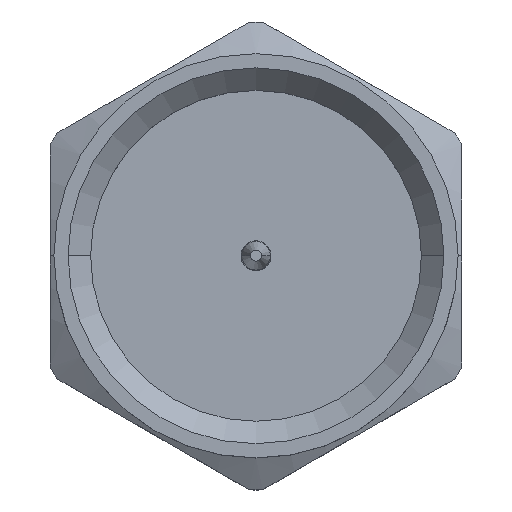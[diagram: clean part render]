
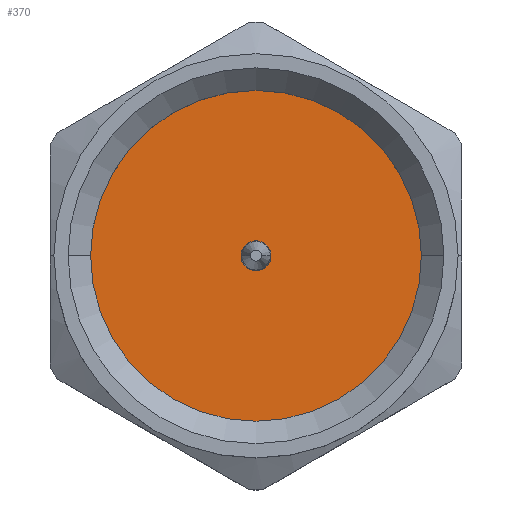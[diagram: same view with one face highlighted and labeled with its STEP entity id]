
A CAD part, top view. The second image highlights one B-rep face of the part: STEP entity #370.
In plain terms, the highlighted planar face has unit normal (0, 0, 1).
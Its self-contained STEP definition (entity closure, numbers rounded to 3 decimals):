
#5 = AXIS2_PLACEMENT_3D ( 'NONE', #2477, #1116, #2692 ) ;
#35 = EDGE_LOOP ( 'NONE', ( #2438, #2294 ) ) ;
#59 = AXIS2_PLACEMENT_3D ( 'NONE', #168, #1391, #1542 ) ;
#71 = VERTEX_POINT ( 'NONE', #2554 ) ;
#99 = CARTESIAN_POINT ( 'NONE',  ( -0.4, 0., 3.5 ) ) ;
#168 = CARTESIAN_POINT ( 'NONE',  ( 0., 0., 3.5 ) ) ;
#232 = AXIS2_PLACEMENT_3D ( 'NONE', #1806, #1076, #2877 ) ;
#265 = CARTESIAN_POINT ( 'NONE',  ( 4.42, 0., 3.5 ) ) ;
#268 = VERTEX_POINT ( 'NONE', #265 ) ;
#296 = AXIS2_PLACEMENT_3D ( 'NONE', #1508, #505, #2965 ) ;
#351 = CIRCLE ( 'NONE', #296, 0.4 ) ;
#370 = ADVANCED_FACE ( 'NONE', ( #2678, #1073 ), #1892, .F. ) ;
#505 = DIRECTION ( 'NONE',  ( 0., 0., 1. ) ) ;
#596 = EDGE_LOOP ( 'NONE', ( #1209, #1259 ) ) ;
#840 = EDGE_CURVE ( 'NONE', #2108, #2531, #351, .T. ) ;
#965 = CIRCLE ( 'NONE', #232, 4.42 ) ;
#1020 = CIRCLE ( 'NONE', #59, 4.42 ) ;
#1073 = FACE_OUTER_BOUND ( 'NONE', #596, .T. ) ;
#1076 = DIRECTION ( 'NONE',  ( 0., 0., 1. ) ) ;
#1116 = DIRECTION ( 'NONE',  ( 0., 0., 1. ) ) ;
#1136 = CIRCLE ( 'NONE', #5, 0.4 ) ;
#1209 = ORIENTED_EDGE ( 'NONE', *, *, #2144, .T. ) ;
#1259 = ORIENTED_EDGE ( 'NONE', *, *, #2127, .T. ) ;
#1324 = DIRECTION ( 'NONE',  ( 0., 0., -1. ) ) ;
#1391 = DIRECTION ( 'NONE',  ( 0., 0., 1. ) ) ;
#1508 = CARTESIAN_POINT ( 'NONE',  ( 0., 0., 3.5 ) ) ;
#1523 = CARTESIAN_POINT ( 'NONE',  ( 0.4, 0., 3.5 ) ) ;
#1542 = DIRECTION ( 'NONE',  ( -1., 0., 0. ) ) ;
#1806 = CARTESIAN_POINT ( 'NONE',  ( 0., 0., 3.5 ) ) ;
#1892 = PLANE ( 'NONE',  #2593 ) ;
#2005 = CARTESIAN_POINT ( 'NONE',  ( 0., 0., 3.5 ) ) ;
#2108 = VERTEX_POINT ( 'NONE', #99 ) ;
#2127 = EDGE_CURVE ( 'NONE', #268, #71, #1020, .T. ) ;
#2144 = EDGE_CURVE ( 'NONE', #71, #268, #965, .T. ) ;
#2222 = DIRECTION ( 'NONE',  ( -1., 0., 0. ) ) ;
#2294 = ORIENTED_EDGE ( 'NONE', *, *, #840, .F. ) ;
#2438 = ORIENTED_EDGE ( 'NONE', *, *, #2721, .F. ) ;
#2477 = CARTESIAN_POINT ( 'NONE',  ( 0., 0., 3.5 ) ) ;
#2531 = VERTEX_POINT ( 'NONE', #1523 ) ;
#2554 = CARTESIAN_POINT ( 'NONE',  ( -4.42, 0., 3.5 ) ) ;
#2593 = AXIS2_PLACEMENT_3D ( 'NONE', #2005, #1324, #2222 ) ;
#2678 = FACE_BOUND ( 'NONE', #35, .T. ) ;
#2692 = DIRECTION ( 'NONE',  ( -1., 0., 0. ) ) ;
#2721 = EDGE_CURVE ( 'NONE', #2531, #2108, #1136, .T. ) ;
#2877 = DIRECTION ( 'NONE',  ( -1., 0., 0. ) ) ;
#2965 = DIRECTION ( 'NONE',  ( -1., 0., 0. ) ) ;
